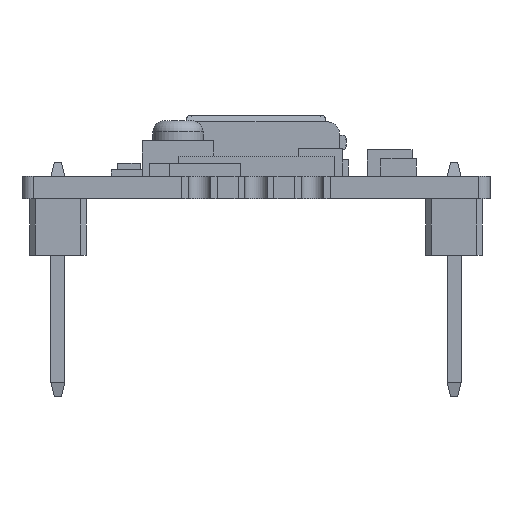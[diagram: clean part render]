
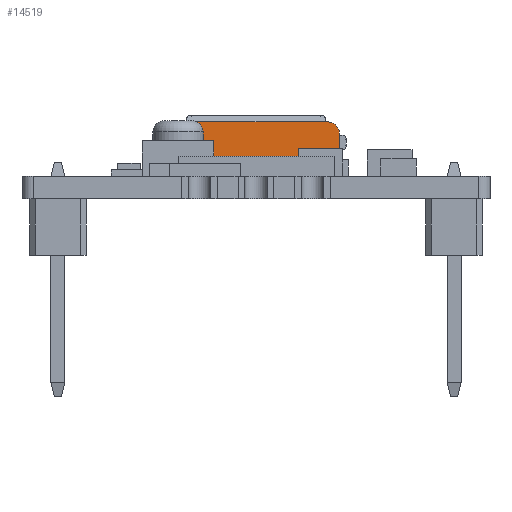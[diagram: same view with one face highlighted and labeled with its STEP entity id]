
A CAD part, front view. The second image highlights one B-rep face of the part: STEP entity #14519.
In plain terms, the highlighted planar face has unit normal (0, -1, 0).
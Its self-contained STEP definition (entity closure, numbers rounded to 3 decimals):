
#14313 = VERTEX_POINT('',#14314);
#14314 = CARTESIAN_POINT('',(-3.589,-2.5,0.765));
#14320 = EDGE_CURVE('',#14321,#14313,#14323,.T.);
#14321 = VERTEX_POINT('',#14322);
#14322 = CARTESIAN_POINT('',(-3.75,-2.5,1.154));
#14323 = CIRCLE('',#14324,0.55);
#14324 = AXIS2_PLACEMENT_3D('',#14325,#14326,#14327);
#14325 = CARTESIAN_POINT('',(-3.2,-2.5,1.154));
#14326 = DIRECTION('',(0.,-1.,0.));
#14327 = DIRECTION('',(0.,0.,-1.));
#14345 = VERTEX_POINT('',#14346);
#14346 = CARTESIAN_POINT('',(-2.985,-2.5,0.161));
#14352 = EDGE_CURVE('',#14345,#14313,#14353,.T.);
#14353 = LINE('',#14354,#14355);
#14354 = CARTESIAN_POINT('',(-2.824,-2.5,0.));
#14355 = VECTOR('',#14356,1.);
#14356 = DIRECTION('',(-0.707,0.,
    0.707));
#14369 = EDGE_CURVE('',#14370,#14345,#14372,.T.);
#14370 = VERTEX_POINT('',#14371);
#14371 = CARTESIAN_POINT('',(-2.596,-2.5,0.));
#14372 = CIRCLE('',#14373,0.55);
#14373 = AXIS2_PLACEMENT_3D('',#14374,#14375,#14376);
#14374 = CARTESIAN_POINT('',(-2.596,-2.5,0.55));
#14375 = DIRECTION('',(0.,1.,0.));
#14376 = DIRECTION('',(0.,0.,-1.));
#14493 = VERTEX_POINT('',#14494);
#14494 = CARTESIAN_POINT('',(2.985,-2.5,0.161));
#14500 = EDGE_CURVE('',#14501,#14493,#14503,.T.);
#14501 = VERTEX_POINT('',#14502);
#14502 = CARTESIAN_POINT('',(2.596,-2.5,0.));
#14503 = CIRCLE('',#14504,0.55);
#14504 = AXIS2_PLACEMENT_3D('',#14505,#14506,#14507);
#14505 = CARTESIAN_POINT('',(2.596,-2.5,0.55));
#14506 = DIRECTION('',(0.,-1.,0.));
#14507 = DIRECTION('',(0.,0.,-1.));
#14519 = ADVANCED_FACE('',(#14520),#14589,.F.);
#14520 = FACE_BOUND('',#14521,.F.);
#14521 = EDGE_LOOP('',(#14522,#14528,#14529,#14530,#14531,#14539,#14548,
    #14556,#14565,#14573,#14582,#14588));
#14522 = ORIENTED_EDGE('',*,*,#14523,.F.);
#14523 = EDGE_CURVE('',#14370,#14501,#14524,.T.);
#14524 = LINE('',#14525,#14526);
#14525 = CARTESIAN_POINT('',(-2.824,-2.5,0.));
#14526 = VECTOR('',#14527,1.);
#14527 = DIRECTION('',(1.,0.,0.));
#14528 = ORIENTED_EDGE('',*,*,#14369,.T.);
#14529 = ORIENTED_EDGE('',*,*,#14352,.T.);
#14530 = ORIENTED_EDGE('',*,*,#14320,.F.);
#14531 = ORIENTED_EDGE('',*,*,#14532,.T.);
#14532 = EDGE_CURVE('',#14321,#14533,#14535,.T.);
#14533 = VERTEX_POINT('',#14534);
#14534 = CARTESIAN_POINT('',(-3.75,-2.5,1.9));
#14535 = LINE('',#14536,#14537);
#14536 = CARTESIAN_POINT('',(-3.75,-2.5,0.926));
#14537 = VECTOR('',#14538,1.);
#14538 = DIRECTION('',(0.,0.,1.));
#14539 = ORIENTED_EDGE('',*,*,#14540,.F.);
#14540 = EDGE_CURVE('',#14541,#14533,#14543,.T.);
#14541 = VERTEX_POINT('',#14542);
#14542 = CARTESIAN_POINT('',(-3.2,-2.5,2.45));
#14543 = CIRCLE('',#14544,0.55);
#14544 = AXIS2_PLACEMENT_3D('',#14545,#14546,#14547);
#14545 = CARTESIAN_POINT('',(-3.2,-2.5,1.9));
#14546 = DIRECTION('',(0.,-1.,0.));
#14547 = DIRECTION('',(0.,0.,-1.));
#14548 = ORIENTED_EDGE('',*,*,#14549,.T.);
#14549 = EDGE_CURVE('',#14541,#14550,#14552,.T.);
#14550 = VERTEX_POINT('',#14551);
#14551 = CARTESIAN_POINT('',(3.2,-2.5,2.45));
#14552 = LINE('',#14553,#14554);
#14553 = CARTESIAN_POINT('',(-3.75,-2.5,2.45));
#14554 = VECTOR('',#14555,1.);
#14555 = DIRECTION('',(1.,0.,0.));
#14556 = ORIENTED_EDGE('',*,*,#14557,.F.);
#14557 = EDGE_CURVE('',#14558,#14550,#14560,.T.);
#14558 = VERTEX_POINT('',#14559);
#14559 = CARTESIAN_POINT('',(3.75,-2.5,1.9));
#14560 = CIRCLE('',#14561,0.55);
#14561 = AXIS2_PLACEMENT_3D('',#14562,#14563,#14564);
#14562 = CARTESIAN_POINT('',(3.2,-2.5,1.9));
#14563 = DIRECTION('',(0.,-1.,0.));
#14564 = DIRECTION('',(0.,0.,-1.));
#14565 = ORIENTED_EDGE('',*,*,#14566,.T.);
#14566 = EDGE_CURVE('',#14558,#14567,#14569,.T.);
#14567 = VERTEX_POINT('',#14568);
#14568 = CARTESIAN_POINT('',(3.75,-2.5,1.154));
#14569 = LINE('',#14570,#14571);
#14570 = CARTESIAN_POINT('',(3.75,-2.5,2.45));
#14571 = VECTOR('',#14572,1.);
#14572 = DIRECTION('',(0.,0.,-1.));
#14573 = ORIENTED_EDGE('',*,*,#14574,.F.);
#14574 = EDGE_CURVE('',#14575,#14567,#14577,.T.);
#14575 = VERTEX_POINT('',#14576);
#14576 = CARTESIAN_POINT('',(3.589,-2.5,0.765));
#14577 = CIRCLE('',#14578,0.55);
#14578 = AXIS2_PLACEMENT_3D('',#14579,#14580,#14581);
#14579 = CARTESIAN_POINT('',(3.2,-2.5,1.154));
#14580 = DIRECTION('',(0.,-1.,0.));
#14581 = DIRECTION('',(0.,0.,-1.));
#14582 = ORIENTED_EDGE('',*,*,#14583,.T.);
#14583 = EDGE_CURVE('',#14575,#14493,#14584,.T.);
#14584 = LINE('',#14585,#14586);
#14585 = CARTESIAN_POINT('',(3.75,-2.5,0.926));
#14586 = VECTOR('',#14587,1.);
#14587 = DIRECTION('',(-0.707,0.,
    -0.707));
#14588 = ORIENTED_EDGE('',*,*,#14500,.F.);
#14589 = PLANE('',#14590);
#14590 = AXIS2_PLACEMENT_3D('',#14591,#14592,#14593);
#14591 = CARTESIAN_POINT('',(0.,-2.5,1.314));
#14592 = DIRECTION('',(0.,1.,0.));
#14593 = DIRECTION('',(0.,0.,1.));
